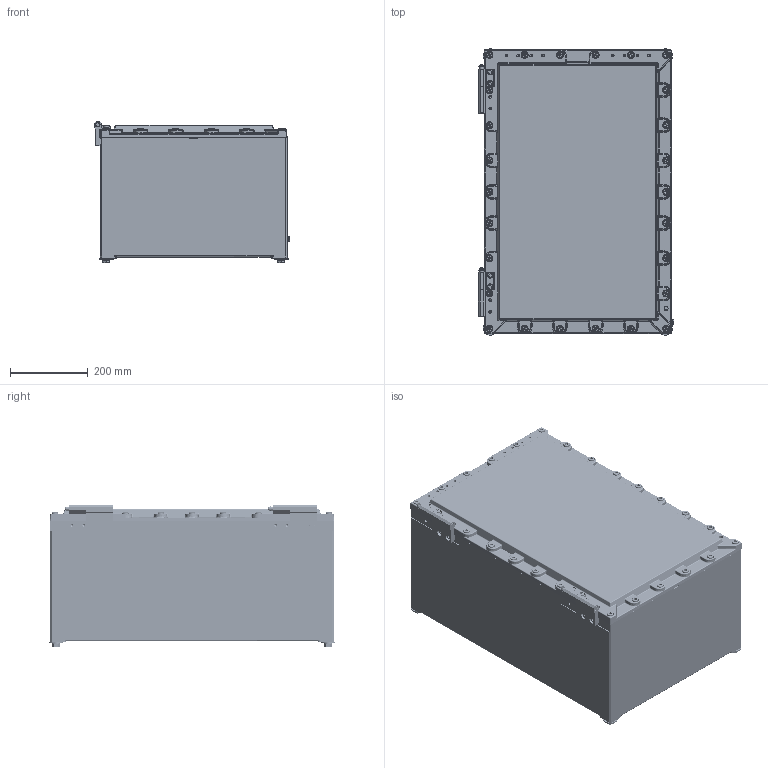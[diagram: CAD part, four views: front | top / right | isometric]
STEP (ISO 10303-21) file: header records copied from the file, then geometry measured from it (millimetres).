
FILE_DESCRIPTION (( 'STEP AP203' ), '1' );
FILE_NAME ('8264-_933-3__0-ap203.STEP', '2012-12-05T10:20:39', ( 'Admin' ), ( 'R. STAHL AG' ), 'SwSTEP 2.0', 'SolidWorks 2012', '' );
FILE_SCHEMA (( 'CONFIG_CONTROL_DESIGN' ));
Products named in the file (17): 8264-_933-3__0-ap203; 502_812_0_Vereinfacht; 506_548_0; 506_886_0; 500_635_0_Vereinfacht; 506_761_0; 506_712_0; 506_204_0_7; 500_663_0_M 8 x 16; 82_649_05_26_0; 82_649_03_26_0; 502_606_0_Vereinfacht M10 x 30; 502_077_0; 506_228_0; 82_649_04_55_0; 82_649_24_05_6_8264946053; 82_649_29_04_6_8264946043
Assembly tree (70 placements, depth 2):
  8264-_933-3__0-ap203
    82_649_29_04_6_8264946043
    82_649_24_05_6_8264946053
    82_649_04_55_0
    506_228_0  x6
    502_077_0  x6
    502_606_0_Vereinfacht M10 x 30  x26
    82_649_03_26_0  x2
    82_649_05_26_0  x2
    500_663_0_M 8 x 16  x8
    506_204_0_7  x2
    506_712_0  x4
    506_761_0  x4
    500_635_0_Vereinfacht  x4
    506_886_0
    506_548_0
    502_812_0_Vereinfacht
Bounding box: 502.9 x 737 x 364.6 mm (x, y, z)
Volume: 34911422.4 mm3; surface area: 3678034.7 mm2
Topology: 72 solids, 72 shells, 4338 faces, 10127 edges, 5854 vertices
Faces by surface type: cylinder 1379, plane 1169, bspline 885, torus 434, cone 370, sphere 101
Entity records: 123269 total; most frequent: CARTESIAN_POINT 54998, ORIENTED_EDGE 14516, DIRECTION 12826, EDGE_CURVE 7258, AXIS2_PLACEMENT_3D 5218, VERTEX_POINT 4275, EDGE_LOOP 3325, FACE_OUTER_BOUND 3130
